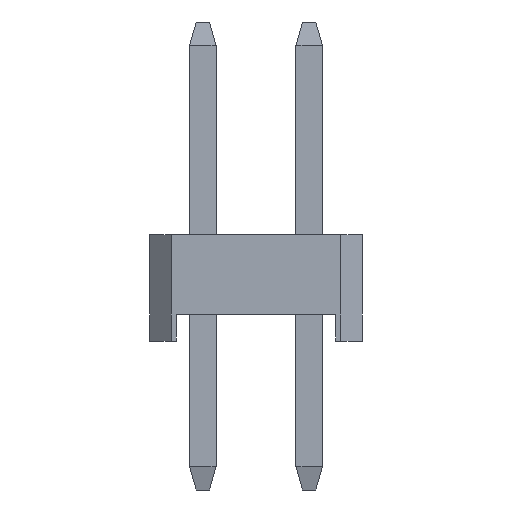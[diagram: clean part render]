
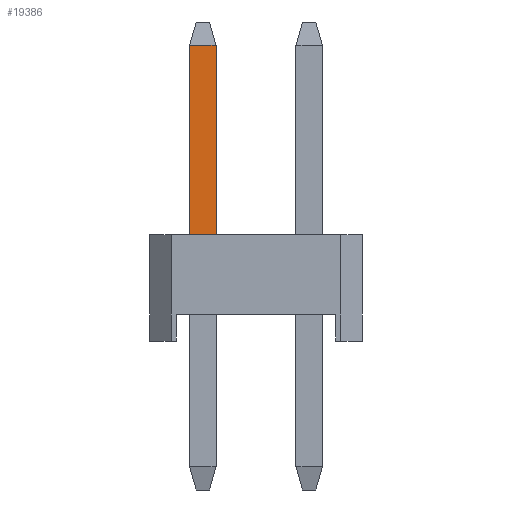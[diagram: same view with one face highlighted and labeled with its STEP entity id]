
A CAD part, front view. The second image highlights one B-rep face of the part: STEP entity #19386.
In plain terms, the highlighted planar face has unit normal (0, -1, 0).
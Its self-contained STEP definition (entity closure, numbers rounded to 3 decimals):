
#55 = PLANE('',#56);
#56 = AXIS2_PLACEMENT_3D('',#57,#58,#59);
#57 = CARTESIAN_POINT('',(1.,-18.,2.));
#58 = DIRECTION('',(0.,0.,1.));
#59 = DIRECTION('',(0.,1.,0.));
#19197 = VERTEX_POINT('',#19198);
#19198 = CARTESIAN_POINT('',(0.25,-18.25,2.));
#19205 = PLANE('',#19206);
#19206 = AXIS2_PLACEMENT_3D('',#19207,#19208,#19209);
#19207 = CARTESIAN_POINT('',(0.25,-18.5,1.6));
#19208 = DIRECTION('',(1.,0.,0.));
#19209 = DIRECTION('',(0.,0.,-1.));
#19253 = VERTEX_POINT('',#19254);
#19254 = CARTESIAN_POINT('',(0.25,-18.25,5.561));
#19280 = EDGE_CURVE('',#19253,#19197,#19281,.T.);
#19281 = SURFACE_CURVE('',#19282,(#19286,#19293),.PCURVE_S1.);
#19282 = LINE('',#19283,#19284);
#19283 = CARTESIAN_POINT('',(0.25,-18.25,1.6));
#19284 = VECTOR('',#19285,1.);
#19285 = DIRECTION('',(0.,0.,-1.));
#19286 = PCURVE('',#19205,#19287);
#19287 = DEFINITIONAL_REPRESENTATION('',(#19288),#19292);
#19288 = LINE('',#19289,#19290);
#19289 = CARTESIAN_POINT('',(0.,0.25));
#19290 = VECTOR('',#19291,1.);
#19291 = DIRECTION('',(1.,0.));
#19292 = ( GEOMETRIC_REPRESENTATION_CONTEXT(2) 
PARAMETRIC_REPRESENTATION_CONTEXT() REPRESENTATION_CONTEXT('2D SPACE',''
  ) );
#19293 = PCURVE('',#19294,#19299);
#19294 = PLANE('',#19295);
#19295 = AXIS2_PLACEMENT_3D('',#19296,#19297,#19298);
#19296 = CARTESIAN_POINT('',(-0.5,-18.25,1.6));
#19297 = DIRECTION('',(0.,-1.,0.));
#19298 = DIRECTION('',(0.,0.,-1.));
#19299 = DEFINITIONAL_REPRESENTATION('',(#19300),#19304);
#19300 = LINE('',#19301,#19302);
#19301 = CARTESIAN_POINT('',(0.,0.75));
#19302 = VECTOR('',#19303,1.);
#19303 = DIRECTION('',(1.,0.));
#19304 = ( GEOMETRIC_REPRESENTATION_CONTEXT(2) 
PARAMETRIC_REPRESENTATION_CONTEXT() REPRESENTATION_CONTEXT('2D SPACE',''
  ) );
#19348 = PLANE('',#19349);
#19349 = AXIS2_PLACEMENT_3D('',#19350,#19351,#19352);
#19350 = CARTESIAN_POINT('',(-0.25,-18.5,1.6));
#19351 = DIRECTION('',(-1.,0.,0.));
#19352 = DIRECTION('',(0.,0.,1.));
#19386 = ADVANCED_FACE('',(#19387),#19294,.T.);
#19387 = FACE_BOUND('',#19388,.T.);
#19388 = EDGE_LOOP('',(#19389,#19412,#19413,#19441));
#19389 = ORIENTED_EDGE('',*,*,#19390,.F.);
#19390 = EDGE_CURVE('',#19197,#19391,#19393,.T.);
#19391 = VERTEX_POINT('',#19392);
#19392 = CARTESIAN_POINT('',(-0.25,-18.25,2.));
#19393 = SURFACE_CURVE('',#19394,(#19398,#19405),.PCURVE_S1.);
#19394 = LINE('',#19395,#19396);
#19395 = CARTESIAN_POINT('',(0.25,-18.25,2.));
#19396 = VECTOR('',#19397,1.);
#19397 = DIRECTION('',(-1.,0.,0.));
#19398 = PCURVE('',#19294,#19399);
#19399 = DEFINITIONAL_REPRESENTATION('',(#19400),#19404);
#19400 = LINE('',#19401,#19402);
#19401 = CARTESIAN_POINT('',(-0.4,0.75));
#19402 = VECTOR('',#19403,1.);
#19403 = DIRECTION('',(0.,-1.));
#19404 = ( GEOMETRIC_REPRESENTATION_CONTEXT(2) 
PARAMETRIC_REPRESENTATION_CONTEXT() REPRESENTATION_CONTEXT('2D SPACE',''
  ) );
#19405 = PCURVE('',#55,#19406);
#19406 = DEFINITIONAL_REPRESENTATION('',(#19407),#19411);
#19407 = LINE('',#19408,#19409);
#19408 = CARTESIAN_POINT('',(-0.25,0.75));
#19409 = VECTOR('',#19410,1.);
#19410 = DIRECTION('',(0.,1.));
#19411 = ( GEOMETRIC_REPRESENTATION_CONTEXT(2) 
PARAMETRIC_REPRESENTATION_CONTEXT() REPRESENTATION_CONTEXT('2D SPACE',''
  ) );
#19412 = ORIENTED_EDGE('',*,*,#19280,.F.);
#19413 = ORIENTED_EDGE('',*,*,#19414,.F.);
#19414 = EDGE_CURVE('',#19415,#19253,#19417,.T.);
#19415 = VERTEX_POINT('',#19416);
#19416 = CARTESIAN_POINT('',(-0.25,-18.25,5.561));
#19417 = SURFACE_CURVE('',#19418,(#19422,#19429),.PCURVE_S1.);
#19418 = LINE('',#19419,#19420);
#19419 = CARTESIAN_POINT('',(-0.5,-18.25,5.561));
#19420 = VECTOR('',#19421,1.);
#19421 = DIRECTION('',(1.,0.,0.));
#19422 = PCURVE('',#19294,#19423);
#19423 = DEFINITIONAL_REPRESENTATION('',(#19424),#19428);
#19424 = LINE('',#19425,#19426);
#19425 = CARTESIAN_POINT('',(-3.961,0.));
#19426 = VECTOR('',#19427,1.);
#19427 = DIRECTION('',(0.,1.));
#19428 = ( GEOMETRIC_REPRESENTATION_CONTEXT(2) 
PARAMETRIC_REPRESENTATION_CONTEXT() REPRESENTATION_CONTEXT('2D SPACE',''
  ) );
#19429 = PCURVE('',#19430,#19435);
#19430 = PLANE('',#19431);
#19431 = AXIS2_PLACEMENT_3D('',#19432,#19433,#19434);
#19432 = CARTESIAN_POINT('',(-0.5,-18.188,5.78));
#19433 = DIRECTION('',(0.,-0.962,
    0.274));
#19434 = DIRECTION('',(0.,-0.274,
    -0.962));
#19435 = DEFINITIONAL_REPRESENTATION('',(#19436),#19440);
#19436 = LINE('',#19437,#19438);
#19437 = CARTESIAN_POINT('',(0.228,0.));
#19438 = VECTOR('',#19439,1.);
#19439 = DIRECTION('',(0.,1.));
#19440 = ( GEOMETRIC_REPRESENTATION_CONTEXT(2) 
PARAMETRIC_REPRESENTATION_CONTEXT() REPRESENTATION_CONTEXT('2D SPACE',''
  ) );
#19441 = ORIENTED_EDGE('',*,*,#19442,.F.);
#19442 = EDGE_CURVE('',#19391,#19415,#19443,.T.);
#19443 = SURFACE_CURVE('',#19444,(#19448,#19455),.PCURVE_S1.);
#19444 = LINE('',#19445,#19446);
#19445 = CARTESIAN_POINT('',(-0.25,-18.25,1.6));
#19446 = VECTOR('',#19447,1.);
#19447 = DIRECTION('',(0.,0.,1.));
#19448 = PCURVE('',#19294,#19449);
#19449 = DEFINITIONAL_REPRESENTATION('',(#19450),#19454);
#19450 = LINE('',#19451,#19452);
#19451 = CARTESIAN_POINT('',(0.,0.25));
#19452 = VECTOR('',#19453,1.);
#19453 = DIRECTION('',(-1.,0.));
#19454 = ( GEOMETRIC_REPRESENTATION_CONTEXT(2) 
PARAMETRIC_REPRESENTATION_CONTEXT() REPRESENTATION_CONTEXT('2D SPACE',''
  ) );
#19455 = PCURVE('',#19348,#19456);
#19456 = DEFINITIONAL_REPRESENTATION('',(#19457),#19461);
#19457 = LINE('',#19458,#19459);
#19458 = CARTESIAN_POINT('',(0.,0.25));
#19459 = VECTOR('',#19460,1.);
#19460 = DIRECTION('',(1.,0.));
#19461 = ( GEOMETRIC_REPRESENTATION_CONTEXT(2) 
PARAMETRIC_REPRESENTATION_CONTEXT() REPRESENTATION_CONTEXT('2D SPACE',''
  ) );
